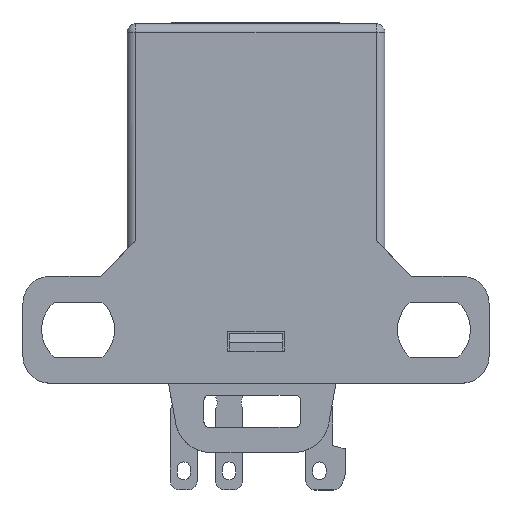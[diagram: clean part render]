
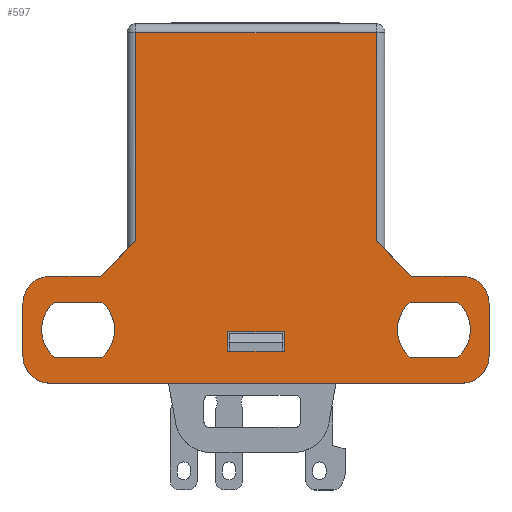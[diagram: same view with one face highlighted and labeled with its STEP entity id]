
A CAD part, top view. The second image highlights one B-rep face of the part: STEP entity #597.
In plain terms, the highlighted planar face has unit normal (0, 0, 1).
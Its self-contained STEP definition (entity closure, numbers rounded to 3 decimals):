
#478=CIRCLE('',#3326,1.51);
#479=CIRCLE('',#3327,1.51);
#480=CIRCLE('',#3328,1.51);
#481=CIRCLE('',#3329,1.51);
#482=CIRCLE('',#3330,2.05);
#483=CIRCLE('',#3331,2.05);
#484=CIRCLE('',#3332,2.05);
#485=CIRCLE('',#3333,2.05);
#559=FACE_BOUND('',#1003,.T.);
#560=FACE_BOUND('',#1004,.T.);
#561=FACE_BOUND('',#1005,.T.);
#562=FACE_BOUND('',#1006,.T.);
#597=ADVANCED_FACE('',(#559,#560,#561,#562),#751,.T.);
#751=PLANE('',#3334);
#1003=EDGE_LOOP('',(#1233,#1234,#1235,#1236,#1237,#1238,#1239,#1240,#1241,
#1242,#1243,#1244,#1245,#1246,#1247,#1248));
#1004=EDGE_LOOP('',(#1249,#1250,#1251,#1252));
#1005=EDGE_LOOP('',(#1253,#1254,#1255,#1256));
#1006=EDGE_LOOP('',(#1257,#1258,#1259,#1260));
#1233=ORIENTED_EDGE('',*,*,#2314,.T.);
#1234=ORIENTED_EDGE('',*,*,#2315,.T.);
#1235=ORIENTED_EDGE('',*,*,#2316,.T.);
#1236=ORIENTED_EDGE('',*,*,#2317,.T.);
#1237=ORIENTED_EDGE('',*,*,#2318,.T.);
#1238=ORIENTED_EDGE('',*,*,#2293,.T.);
#1239=ORIENTED_EDGE('',*,*,#2319,.T.);
#1240=ORIENTED_EDGE('',*,*,#2289,.T.);
#1241=ORIENTED_EDGE('',*,*,#2320,.T.);
#1242=ORIENTED_EDGE('',*,*,#2321,.T.);
#1243=ORIENTED_EDGE('',*,*,#2322,.T.);
#1244=ORIENTED_EDGE('',*,*,#2323,.T.);
#1245=ORIENTED_EDGE('',*,*,#2324,.T.);
#1246=ORIENTED_EDGE('',*,*,#2325,.T.);
#1247=ORIENTED_EDGE('',*,*,#2326,.T.);
#1248=ORIENTED_EDGE('',*,*,#2327,.T.);
#1249=ORIENTED_EDGE('',*,*,#2256,.F.);
#1250=ORIENTED_EDGE('',*,*,#2275,.F.);
#1251=ORIENTED_EDGE('',*,*,#2278,.F.);
#1252=ORIENTED_EDGE('',*,*,#2280,.F.);
#1253=ORIENTED_EDGE('',*,*,#2328,.F.);
#1254=ORIENTED_EDGE('',*,*,#2329,.T.);
#1255=ORIENTED_EDGE('',*,*,#2330,.F.);
#1256=ORIENTED_EDGE('',*,*,#2331,.T.);
#1257=ORIENTED_EDGE('',*,*,#2332,.F.);
#1258=ORIENTED_EDGE('',*,*,#2333,.T.);
#1259=ORIENTED_EDGE('',*,*,#2334,.F.);
#1260=ORIENTED_EDGE('',*,*,#2335,.T.);
#1988=VERTEX_POINT('',#4361);
#1989=VERTEX_POINT('',#4363);
#2006=VERTEX_POINT('',#4400);
#2008=VERTEX_POINT('',#4406);
#2017=VERTEX_POINT('',#4430);
#2018=VERTEX_POINT('',#4431);
#2021=VERTEX_POINT('',#4437);
#2022=VERTEX_POINT('',#4439);
#2041=VERTEX_POINT('',#4480);
#2042=VERTEX_POINT('',#4481);
#2043=VERTEX_POINT('',#4483);
#2044=VERTEX_POINT('',#4485);
#2045=VERTEX_POINT('',#4487);
#2046=VERTEX_POINT('',#4491);
#2047=VERTEX_POINT('',#4493);
#2048=VERTEX_POINT('',#4495);
#2049=VERTEX_POINT('',#4497);
#2050=VERTEX_POINT('',#4499);
#2051=VERTEX_POINT('',#4501);
#2052=VERTEX_POINT('',#4503);
#2053=VERTEX_POINT('',#4506);
#2054=VERTEX_POINT('',#4507);
#2055=VERTEX_POINT('',#4509);
#2056=VERTEX_POINT('',#4511);
#2057=VERTEX_POINT('',#4514);
#2058=VERTEX_POINT('',#4515);
#2059=VERTEX_POINT('',#4517);
#2060=VERTEX_POINT('',#4519);
#2256=EDGE_CURVE('',#1988,#1989,#2665,.T.);
#2275=EDGE_CURVE('',#2006,#1988,#2684,.T.);
#2278=EDGE_CURVE('',#2008,#2006,#2687,.T.);
#2280=EDGE_CURVE('',#1989,#2008,#2689,.T.);
#2289=EDGE_CURVE('',#2017,#2018,#2698,.T.);
#2293=EDGE_CURVE('',#2022,#2021,#2702,.T.);
#2314=EDGE_CURVE('',#2041,#2042,#2721,.T.);
#2315=EDGE_CURVE('',#2042,#2043,#2722,.T.);
#2316=EDGE_CURVE('',#2043,#2044,#478,.T.);
#2317=EDGE_CURVE('',#2044,#2045,#2723,.T.);
#2318=EDGE_CURVE('',#2045,#2022,#479,.T.);
#2319=EDGE_CURVE('',#2021,#2017,#2724,.T.);
#2320=EDGE_CURVE('',#2018,#2046,#480,.T.);
#2321=EDGE_CURVE('',#2046,#2047,#2725,.T.);
#2322=EDGE_CURVE('',#2047,#2048,#481,.T.);
#2323=EDGE_CURVE('',#2048,#2049,#2726,.T.);
#2324=EDGE_CURVE('',#2049,#2050,#2727,.T.);
#2325=EDGE_CURVE('',#2050,#2051,#2728,.T.);
#2326=EDGE_CURVE('',#2051,#2052,#2729,.T.);
#2327=EDGE_CURVE('',#2052,#2041,#2730,.T.);
#2328=EDGE_CURVE('',#2053,#2054,#2731,.T.);
#2329=EDGE_CURVE('',#2053,#2055,#482,.T.);
#2330=EDGE_CURVE('',#2056,#2055,#2732,.T.);
#2331=EDGE_CURVE('',#2056,#2054,#483,.T.);
#2332=EDGE_CURVE('',#2057,#2058,#2733,.T.);
#2333=EDGE_CURVE('',#2057,#2059,#484,.T.);
#2334=EDGE_CURVE('',#2060,#2059,#2734,.T.);
#2335=EDGE_CURVE('',#2060,#2058,#485,.T.);
#2665=LINE('',#4362,#2992);
#2684=LINE('',#4401,#3011);
#2687=LINE('',#4407,#3014);
#2689=LINE('',#4410,#3016);
#2698=LINE('',#4429,#3025);
#2702=LINE('',#4438,#3029);
#2721=LINE('',#4479,#3048);
#2722=LINE('',#4482,#3049);
#2723=LINE('',#4486,#3050);
#2724=LINE('',#4489,#3051);
#2725=LINE('',#4492,#3052);
#2726=LINE('',#4496,#3053);
#2727=LINE('',#4498,#3054);
#2728=LINE('',#4500,#3055);
#2729=LINE('',#4502,#3056);
#2730=LINE('',#4504,#3057);
#2731=LINE('',#4505,#3058);
#2732=LINE('',#4510,#3059);
#2733=LINE('',#4513,#3060);
#2734=LINE('',#4518,#3061);
#2992=VECTOR('',#3558,1.);
#3011=VECTOR('',#3581,1.);
#3014=VECTOR('',#3586,1.);
#3016=VECTOR('',#3590,1.);
#3025=VECTOR('',#3603,1.);
#3029=VECTOR('',#3607,1.);
#3048=VECTOR('',#3632,1.);
#3049=VECTOR('',#3633,1.);
#3050=VECTOR('',#3636,1.);
#3051=VECTOR('',#3639,1.);
#3052=VECTOR('',#3642,1.);
#3053=VECTOR('',#3645,1.);
#3054=VECTOR('',#3646,1.);
#3055=VECTOR('',#3647,1.);
#3056=VECTOR('',#3648,1.);
#3057=VECTOR('',#3649,1.);
#3058=VECTOR('',#3650,1.);
#3059=VECTOR('',#3653,1.);
#3060=VECTOR('',#3656,1.);
#3061=VECTOR('',#3659,1.);
#3326=AXIS2_PLACEMENT_3D('',#4484,#3634,#3635);
#3327=AXIS2_PLACEMENT_3D('',#4488,#3637,#3638);
#3328=AXIS2_PLACEMENT_3D('',#4490,#3640,#3641);
#3329=AXIS2_PLACEMENT_3D('',#4494,#3643,#3644);
#3330=AXIS2_PLACEMENT_3D('',#4508,#3651,#3652);
#3331=AXIS2_PLACEMENT_3D('',#4512,#3654,#3655);
#3332=AXIS2_PLACEMENT_3D('',#4516,#3657,#3658);
#3333=AXIS2_PLACEMENT_3D('',#4520,#3660,#3661);
#3334=AXIS2_PLACEMENT_3D('',#4521,#3662,#3663);
#3558=DIRECTION('',(1.,0.,0.));
#3581=DIRECTION('',(0.,-1.,0.));
#3586=DIRECTION('',(-1.,0.,0.));
#3590=DIRECTION('',(0.,1.,0.));
#3603=DIRECTION('',(1.,0.,0.));
#3607=DIRECTION('',(1.,0.,0.));
#3632=DIRECTION('',(-0.707,-0.707,0.));
#3633=DIRECTION('',(-1.,0.,0.));
#3634=DIRECTION('',(0.,0.,1.));
#3635=DIRECTION('',(1.,0.,0.));
#3636=DIRECTION('',(0.,-1.,0.));
#3637=DIRECTION('',(0.,0.,1.));
#3638=DIRECTION('',(1.,0.,0.));
#3639=DIRECTION('',(1.,0.,0.));
#3640=DIRECTION('',(0.,0.,1.));
#3641=DIRECTION('',(1.,0.,0.));
#3642=DIRECTION('',(0.,1.,0.));
#3643=DIRECTION('',(0.,0.,1.));
#3644=DIRECTION('',(1.,0.,0.));
#3645=DIRECTION('',(-1.,0.,0.));
#3646=DIRECTION('',(-0.707,0.707,0.));
#3647=DIRECTION('',(0.,1.,0.));
#3648=DIRECTION('',(-1.,0.,0.));
#3649=DIRECTION('',(0.,-1.,0.));
#3650=DIRECTION('',(1.,0.,0.));
#3651=DIRECTION('',(0.,0.,-1.));
#3652=DIRECTION('',(1.,0.,0.));
#3653=DIRECTION('',(-1.,0.,0.));
#3654=DIRECTION('',(0.,0.,-1.));
#3655=DIRECTION('',(1.,0.,0.));
#3656=DIRECTION('',(1.,0.,0.));
#3657=DIRECTION('',(0.,0.,-1.));
#3658=DIRECTION('',(1.,0.,0.));
#3659=DIRECTION('',(-1.,0.,0.));
#3660=DIRECTION('',(0.,0.,-1.));
#3661=DIRECTION('',(1.,0.,0.));
#3662=DIRECTION('',(0.,0.,1.));
#3663=DIRECTION('',(1.,0.,0.));
#4361=CARTESIAN_POINT('',(89.477,-35.734,12.));
#4362=CARTESIAN_POINT('',(-79.,-35.734,12.));
#4363=CARTESIAN_POINT('',(92.677,-35.734,12.));
#4400=CARTESIAN_POINT('',(89.477,-34.634,12.));
#4401=CARTESIAN_POINT('',(89.477,-0.3,12.));
#4406=CARTESIAN_POINT('',(92.677,-34.634,12.));
#4407=CARTESIAN_POINT('',(-79.,-34.634,12.));
#4410=CARTESIAN_POINT('',(92.677,-0.3,12.));
#4429=CARTESIAN_POINT('',(83.827,-37.534,12.));
#4430=CARTESIAN_POINT('',(95.569,-37.534,12.));
#4431=CARTESIAN_POINT('',(102.667,-37.534,12.));
#4437=CARTESIAN_POINT('',(86.163,-37.534,12.));
#4438=CARTESIAN_POINT('',(83.827,-37.534,12.));
#4439=CARTESIAN_POINT('',(79.487,-37.534,12.));
#4479=CARTESIAN_POINT('',(82.327,-31.534,12.));
#4480=CARTESIAN_POINT('',(84.327,-29.534,12.));
#4481=CARTESIAN_POINT('',(82.327,-31.534,12.));
#4482=CARTESIAN_POINT('',(81.077,-31.534,12.));
#4483=CARTESIAN_POINT('',(79.487,-31.534,12.));
#4484=CARTESIAN_POINT('',(79.487,-33.044,12.));
#4485=CARTESIAN_POINT('',(77.977,-33.044,12.));
#4486=CARTESIAN_POINT('',(77.977,-31.534,12.));
#4487=CARTESIAN_POINT('',(77.977,-36.024,12.));
#4488=CARTESIAN_POINT('',(79.487,-36.024,12.));
#4489=CARTESIAN_POINT('',(83.827,-37.534,12.));
#4490=CARTESIAN_POINT('',(102.667,-36.024,12.));
#4491=CARTESIAN_POINT('',(104.177,-36.024,12.));
#4492=CARTESIAN_POINT('',(104.177,-37.534,12.));
#4493=CARTESIAN_POINT('',(104.177,-33.044,12.));
#4494=CARTESIAN_POINT('',(102.667,-33.044,12.));
#4495=CARTESIAN_POINT('',(102.667,-31.534,12.));
#4496=CARTESIAN_POINT('',(81.077,-31.534,12.));
#4497=CARTESIAN_POINT('',(99.827,-31.534,12.));
#4498=CARTESIAN_POINT('',(99.827,-31.534,12.));
#4499=CARTESIAN_POINT('',(97.827,-29.534,12.));
#4500=CARTESIAN_POINT('',(97.827,-17.334,12.));
#4501=CARTESIAN_POINT('',(97.827,-17.834,12.));
#4502=CARTESIAN_POINT('',(84.327,-17.834,12.));
#4503=CARTESIAN_POINT('',(84.327,-17.834,12.));
#4504=CARTESIAN_POINT('',(84.327,-31.534,12.));
#4505=CARTESIAN_POINT('',(-79.,-36.084,12.));
#4506=CARTESIAN_POINT('',(79.736,-36.084,12.));
#4507=CARTESIAN_POINT('',(82.419,-36.084,12.));
#4508=CARTESIAN_POINT('',(81.077,-34.534,12.));
#4509=CARTESIAN_POINT('',(79.736,-32.984,12.));
#4510=CARTESIAN_POINT('',(-79.,-32.984,12.));
#4511=CARTESIAN_POINT('',(82.419,-32.984,12.));
#4512=CARTESIAN_POINT('',(81.077,-34.534,12.));
#4513=CARTESIAN_POINT('',(-79.,-36.084,12.));
#4514=CARTESIAN_POINT('',(99.736,-36.084,12.));
#4515=CARTESIAN_POINT('',(102.419,-36.084,12.));
#4516=CARTESIAN_POINT('',(101.077,-34.534,12.));
#4517=CARTESIAN_POINT('',(99.736,-32.984,12.));
#4518=CARTESIAN_POINT('',(-79.,-32.984,12.));
#4519=CARTESIAN_POINT('',(102.419,-32.984,12.));
#4520=CARTESIAN_POINT('',(101.077,-34.534,12.));
#4521=CARTESIAN_POINT('',(-79.,0.,12.));
